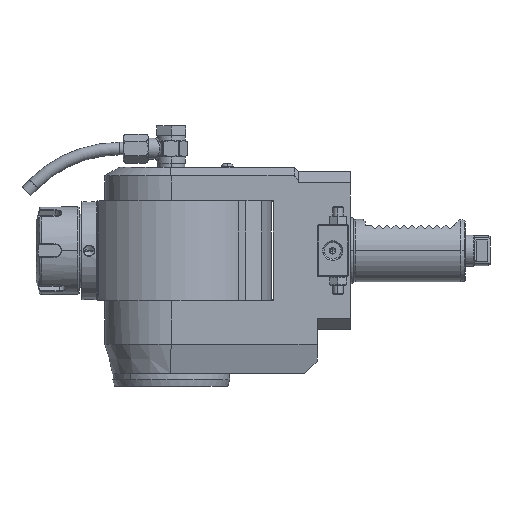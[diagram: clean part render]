
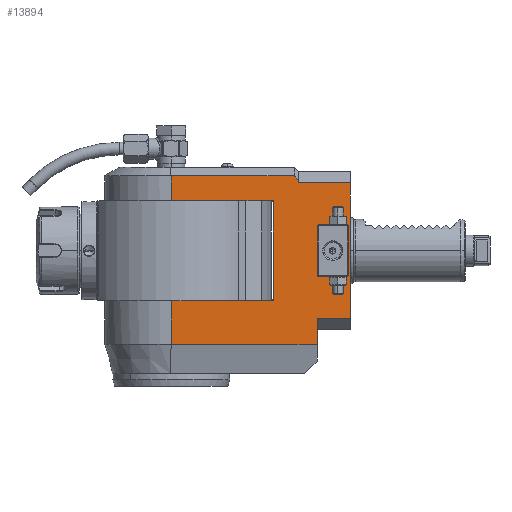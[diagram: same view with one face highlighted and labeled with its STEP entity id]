
A CAD part, left-side view. The second image highlights one B-rep face of the part: STEP entity #13894.
In plain terms, the highlighted planar face has unit normal (-1, 0, 0).
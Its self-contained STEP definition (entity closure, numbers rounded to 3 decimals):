
#173=DIRECTION('',(0.,1.,0.));
#174=VECTOR('',#173,0.433);
#175=CARTESIAN_POINT('',(-32.,-59.433,35.459));
#176=LINE('',#175,#174);
#177=DIRECTION('',(0.,0.655,0.756));
#178=VECTOR('',#177,2.394);
#179=CARTESIAN_POINT('',(-32.,-61.,33.649));
#180=LINE('',#179,#178);
#181=DIRECTION('',(0.,-1.,0.));
#182=VECTOR('',#181,25.);
#183=CARTESIAN_POINT('',(-32.,-61.,32.515));
#184=LINE('',#183,#182);
#185=DIRECTION('',(0.,-1.,0.));
#186=VECTOR('',#185,16.);
#187=CARTESIAN_POINT('',(-32.,-70.,-32.515));
#188=LINE('',#187,#186);
#189=DIRECTION('',(0.,1.,0.));
#190=VECTOR('',#189,23.368);
#191=CARTESIAN_POINT('',(-32.,-49.,24.));
#192=LINE('',#191,#190);
#193=DIRECTION('',(0.,0.,1.));
#194=VECTOR('',#193,24.);
#195=CARTESIAN_POINT('',(-32.,-85.,-12.));
#196=LINE('',#195,#194);
#197=DIRECTION('',(0.,-0.707,-0.707));
#198=VECTOR('',#197,0.707);
#199=CARTESIAN_POINT('',(-32.,-84.5,12.5));
#200=LINE('',#199,#198);
#201=DIRECTION('',(0.,1.,0.));
#202=VECTOR('',#201,14.);
#203=CARTESIAN_POINT('',(-32.,-84.5,12.5));
#204=LINE('',#203,#202);
#205=DIRECTION('',(0.,-0.707,0.707));
#206=VECTOR('',#205,0.707);
#207=CARTESIAN_POINT('',(-32.,-70.,12.));
#208=LINE('',#207,#206);
#209=DIRECTION('',(0.,0.,-1.));
#210=VECTOR('',#209,24.);
#211=CARTESIAN_POINT('',(-32.,-70.,12.));
#212=LINE('',#211,#210);
#213=DIRECTION('',(0.,0.707,0.707));
#214=VECTOR('',#213,0.707);
#215=CARTESIAN_POINT('',(-32.,-70.5,-12.5));
#216=LINE('',#215,#214);
#217=DIRECTION('',(0.,-1.,0.));
#218=VECTOR('',#217,14.);
#219=CARTESIAN_POINT('',(-32.,-70.5,-12.5));
#220=LINE('',#219,#218);
#221=DIRECTION('',(0.,0.707,-0.707));
#222=VECTOR('',#221,0.707);
#223=CARTESIAN_POINT('',(-32.,-85.,-12.));
#224=LINE('',#223,#222);
#229=DIRECTION('',(0.,0.,-1.));
#230=VECTOR('',#229,11.959);
#231=CARTESIAN_POINT('',(-32.,0.,35.959));
#232=LINE('',#231,#230);
#341=DIRECTION('',(0.,1.,0.));
#342=VECTOR('',#341,59.);
#343=CARTESIAN_POINT('',(-32.,-59.,35.959));
#344=LINE('',#343,#342);
#371=DIRECTION('',(0.,0.,1.));
#372=VECTOR('',#371,0.5);
#373=CARTESIAN_POINT('',(-32.,-59.,35.459));
#374=LINE('',#373,#372);
#411=DIRECTION('',(0.,0.,-1.));
#412=VECTOR('',#411,65.03);
#413=CARTESIAN_POINT('',(-32.,-86.,32.515));
#414=LINE('',#413,#412);
#595=DIRECTION('',(0.,0.,1.));
#596=VECTOR('',#595,1.134);
#597=CARTESIAN_POINT('',(-32.,-61.,32.515));
#598=LINE('',#597,#596);
#631=DIRECTION('',(0.,0.,1.));
#632=VECTOR('',#631,12.485);
#633=CARTESIAN_POINT('',(-32.,-70.,-45.));
#634=LINE('',#633,#632);
#651=DIRECTION('',(0.,-1.,0.));
#652=VECTOR('',#651,70.);
#653=CARTESIAN_POINT('',(-32.,0.,
-45.));
#654=LINE('',#653,#652);
#708=DIRECTION('',(0.,0.,-1.));
#709=VECTOR('',#708,21.);
#710=CARTESIAN_POINT('',(-32.,0.,-24.));
#711=LINE('',#710,#709);
#716=CARTESIAN_POINT('',(-32.,0.,
-45.));
#843=DIRECTION('',(0.,1.,0.));
#844=VECTOR('',#843,25.632);
#845=CARTESIAN_POINT('',(-32.,-25.632,-24.));
#846=LINE('',#845,#844);
#882=DIRECTION('',(0.,0.,-1.));
#883=VECTOR('',#882,48.);
#884=CARTESIAN_POINT('',(-32.,-49.,24.));
#885=LINE('',#884,#883);
#950=DIRECTION('',(0.,1.,0.));
#951=VECTOR('',#950,23.368);
#952=CARTESIAN_POINT('',(-32.,-49.,-24.));
#953=LINE('',#952,#951);
#1371=DIRECTION('',(0.,-1.,0.));
#1372=VECTOR('',#1371,25.632);
#1373=CARTESIAN_POINT('',(-32.,0.,24.));
#1374=LINE('',#1373,#1372);
#12341=CARTESIAN_POINT('',(-32.,-61.,33.649));
#12342=CARTESIAN_POINT('',(-32.,-59.433,35.459));
#12343=VERTEX_POINT('',#12341);
#12344=VERTEX_POINT('',#12342);
#12941=CARTESIAN_POINT('',(-32.,-85.,-12.));
#12942=CARTESIAN_POINT('',(-32.,-85.,12.));
#12943=VERTEX_POINT('',#12941);
#12944=VERTEX_POINT('',#12942);
#12945=CARTESIAN_POINT('',(-32.,-84.5,12.5));
#12946=CARTESIAN_POINT('',(-32.,-70.5,12.5));
#12947=VERTEX_POINT('',#12945);
#12948=VERTEX_POINT('',#12946);
#12949=CARTESIAN_POINT('',(-32.,-70.,12.));
#12950=CARTESIAN_POINT('',(-32.,-70.,-12.));
#12951=VERTEX_POINT('',#12949);
#12952=VERTEX_POINT('',#12950);
#12953=CARTESIAN_POINT('',(-32.,-70.5,-12.5));
#12954=CARTESIAN_POINT('',(-32.,-84.5,-12.5));
#12955=VERTEX_POINT('',#12953);
#12956=VERTEX_POINT('',#12954);
#13493=CARTESIAN_POINT('',(-32.,-86.,32.515));
#13495=VERTEX_POINT('',#13493);
#13500=CARTESIAN_POINT('',(-32.,-49.,24.));
#13501=CARTESIAN_POINT('',(-32.,-49.,-24.));
#13502=VERTEX_POINT('',#13500);
#13503=VERTEX_POINT('',#13501);
#13516=CARTESIAN_POINT('',(-32.,-25.632,-24.));
#13517=VERTEX_POINT('',#13516);
#13520=CARTESIAN_POINT('',(-32.,-25.632,24.));
#13521=VERTEX_POINT('',#13520);
#13532=CARTESIAN_POINT('',(-32.,-70.,-45.));
#13534=VERTEX_POINT('',#13532);
#13540=CARTESIAN_POINT('',(-32.,-86.,-32.515));
#13541=VERTEX_POINT('',#13540);
#13544=CARTESIAN_POINT('',(-32.,-59.,35.959));
#13545=CARTESIAN_POINT('',(-32.,0.,35.959));
#13546=VERTEX_POINT('',#13544);
#13547=VERTEX_POINT('',#13545);
#13558=CARTESIAN_POINT('',(-32.,-70.,-32.515));
#13559=VERTEX_POINT('',#13558);
#13606=VERTEX_POINT('',#716);
#13611=CARTESIAN_POINT('',(-32.,-59.,35.459));
#13613=VERTEX_POINT('',#13611);
#13685=CARTESIAN_POINT('',(-32.,-61.,32.515));
#13686=VERTEX_POINT('',#13685);
#13691=CARTESIAN_POINT('',(-32.,0.,-24.));
#13692=VERTEX_POINT('',#13691);
#13694=CARTESIAN_POINT('',(-32.,0.,24.));
#13696=VERTEX_POINT('',#13694);
#13837=CARTESIAN_POINT('',(-32.,0.,-59.));
#13838=DIRECTION('',(-1.,0.,0.));
#13839=DIRECTION('',(0.,-1.,0.));
#13840=AXIS2_PLACEMENT_3D('',#13837,#13838,#13839);
#13841=PLANE('',#13840);
#13843=ORIENTED_EDGE('',*,*,#13842,.F.);
#13845=ORIENTED_EDGE('',*,*,#13844,.F.);
#13847=ORIENTED_EDGE('',*,*,#13846,.F.);
#13849=ORIENTED_EDGE('',*,*,#13848,.F.);
#13851=ORIENTED_EDGE('',*,*,#13850,.F.);
#13853=ORIENTED_EDGE('',*,*,#13852,.F.);
#13855=ORIENTED_EDGE('',*,*,#13854,.T.);
#13857=ORIENTED_EDGE('',*,*,#13856,.T.);
#13859=ORIENTED_EDGE('',*,*,#13858,.F.);
#13861=ORIENTED_EDGE('',*,*,#13860,.F.);
#13863=ORIENTED_EDGE('',*,*,#13862,.F.);
#13865=ORIENTED_EDGE('',*,*,#13864,.F.);
#13867=ORIENTED_EDGE('',*,*,#13866,.F.);
#13869=ORIENTED_EDGE('',*,*,#13868,.F.);
#13871=ORIENTED_EDGE('',*,*,#13870,.F.);
#13873=ORIENTED_EDGE('',*,*,#13872,.T.);
#13875=ORIENTED_EDGE('',*,*,#13874,.F.);
#13876=EDGE_LOOP('',(#13843,#13845,#13847,#13849,#13851,#13853,#13855,#13857,
#13859,#13861,#13863,#13865,#13867,#13869,#13871,#13873,#13875));
#13877=FACE_OUTER_BOUND('',#13876,.F.);
#13879=ORIENTED_EDGE('',*,*,#13878,.T.);
#13880=ORIENTED_EDGE('',*,*,#13825,.F.);
#13881=ORIENTED_EDGE('',*,*,#13810,.T.);
#13883=ORIENTED_EDGE('',*,*,#13882,.F.);
#13885=ORIENTED_EDGE('',*,*,#13884,.T.);
#13887=ORIENTED_EDGE('',*,*,#13886,.F.);
#13889=ORIENTED_EDGE('',*,*,#13888,.T.);
#13891=ORIENTED_EDGE('',*,*,#13890,.F.);
#13892=EDGE_LOOP('',(#13879,#13880,#13881,#13883,#13885,#13887,#13889,#13891));
#13893=FACE_BOUND('',#13892,.F.);
#13810=EDGE_CURVE('',#12947,#12948,#204,.T.);
#13825=EDGE_CURVE('',#12947,#12944,#200,.T.);
#13842=EDGE_CURVE('',#13547,#13696,#232,.T.);
#13844=EDGE_CURVE('',#13546,#13547,#344,.T.);
#13846=EDGE_CURVE('',#13613,#13546,#374,.T.);
#13848=EDGE_CURVE('',#12344,#13613,#176,.T.);
#13850=EDGE_CURVE('',#12343,#12344,#180,.T.);
#13852=EDGE_CURVE('',#13686,#12343,#598,.T.);
#13854=EDGE_CURVE('',#13686,#13495,#184,.T.);
#13856=EDGE_CURVE('',#13495,#13541,#414,.T.);
#13858=EDGE_CURVE('',#13559,#13541,#188,.T.);
#13860=EDGE_CURVE('',#13534,#13559,#634,.T.);
#13862=EDGE_CURVE('',#13606,#13534,#654,.T.);
#13864=EDGE_CURVE('',#13692,#13606,#711,.T.);
#13866=EDGE_CURVE('',#13517,#13692,#846,.T.);
#13868=EDGE_CURVE('',#13503,#13517,#953,.T.);
#13870=EDGE_CURVE('',#13502,#13503,#885,.T.);
#13872=EDGE_CURVE('',#13502,#13521,#192,.T.);
#13874=EDGE_CURVE('',#13696,#13521,#1374,.T.);
#13878=EDGE_CURVE('',#12943,#12944,#196,.T.);
#13882=EDGE_CURVE('',#12951,#12948,#208,.T.);
#13884=EDGE_CURVE('',#12951,#12952,#212,.T.);
#13886=EDGE_CURVE('',#12955,#12952,#216,.T.);
#13888=EDGE_CURVE('',#12955,#12956,#220,.T.);
#13890=EDGE_CURVE('',#12943,#12956,#224,.T.);
#13894=ADVANCED_FACE('',(#13877,#13893),#13841,.T.);
